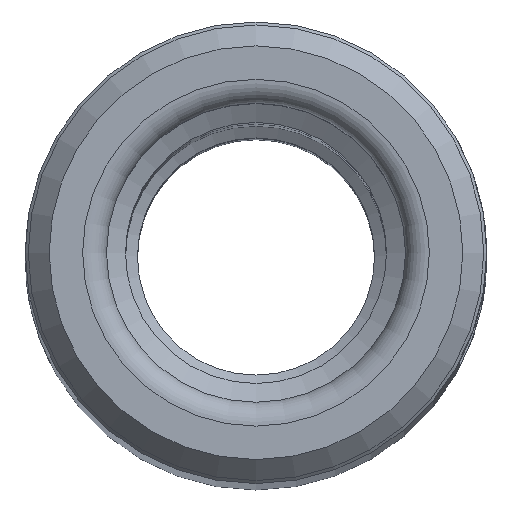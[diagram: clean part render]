
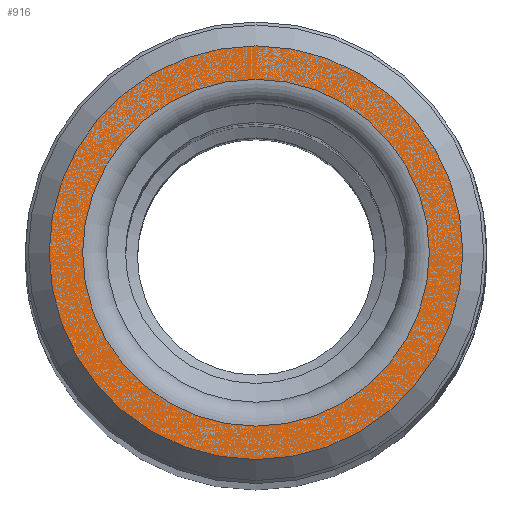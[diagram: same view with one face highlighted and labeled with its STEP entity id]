
A CAD part, top view. The second image highlights one B-rep face of the part: STEP entity #916.
In plain terms, the highlighted planar face has unit normal (0, 0, 1).
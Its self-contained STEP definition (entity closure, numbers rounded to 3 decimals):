
#38=PLANE('',#988);
#119=ORIENTED_EDGE('',*,*,#235,.F.);
#120=ORIENTED_EDGE('',*,*,#234,.T.);
#234=EDGE_CURVE('',#295,#295,#340,.T.);
#235=EDGE_CURVE('',#296,#296,#341,.T.);
#295=VERTEX_POINT('',#1312);
#296=VERTEX_POINT('',#1315);
#340=CIRCLE('',#987,8.65);
#341=CIRCLE('',#989,7.25);
#386=EDGE_LOOP('',(#119));
#387=EDGE_LOOP('',(#120));
#476=FACE_BOUND('',#386,.T.);
#477=FACE_BOUND('',#387,.T.);
#916=ADVANCED_FACE('',(#476,#477),#38,.F.);
#987=AXIS2_PLACEMENT_3D('',#1311,#1111,#1112);
#988=AXIS2_PLACEMENT_3D('',#1313,#1113,#1114);
#989=AXIS2_PLACEMENT_3D('',#1314,#1115,#1116);
#1111=DIRECTION('',(0.,0.,1.));
#1112=DIRECTION('',(1.,0.,0.));
#1113=DIRECTION('',(0.,0.,-1.));
#1114=DIRECTION('',(-1.,0.,0.));
#1115=DIRECTION('',(0.,0.,1.));
#1116=DIRECTION('',(1.,0.,0.));
#1311=CARTESIAN_POINT('',(0.,0.,167.5));
#1312=CARTESIAN_POINT('',(8.65,0.,167.5));
#1313=CARTESIAN_POINT('',(8.65,0.,167.5));
#1314=CARTESIAN_POINT('',(0.,0.,167.5));
#1315=CARTESIAN_POINT('',(7.25,0.,167.5));
